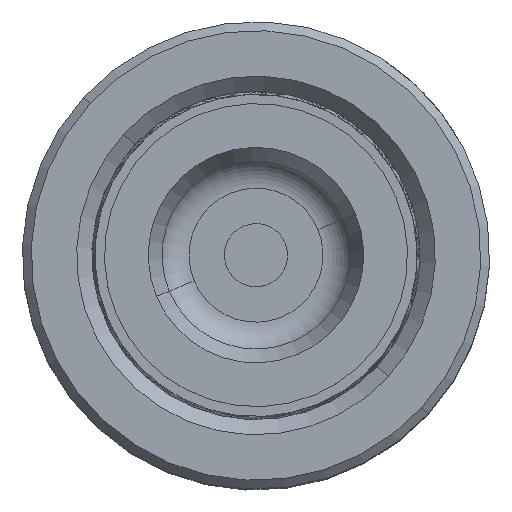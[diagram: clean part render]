
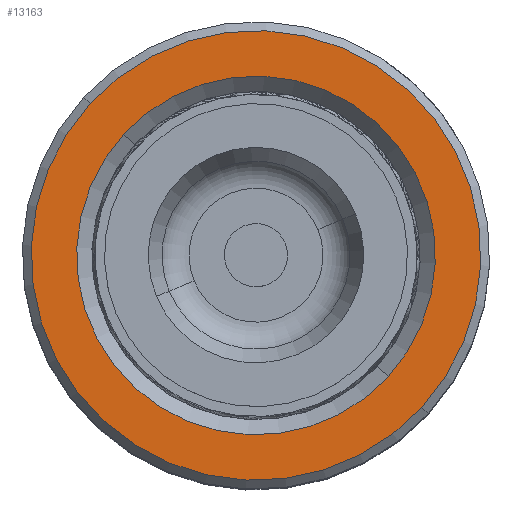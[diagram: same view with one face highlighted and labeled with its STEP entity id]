
A CAD part, top view. The second image highlights one B-rep face of the part: STEP entity #13163.
In plain terms, the highlighted planar face has unit normal (0, 0, 1).
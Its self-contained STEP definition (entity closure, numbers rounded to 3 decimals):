
#86 = ORIENTED_EDGE ( 'NONE', *, *, #12070, .T. ) ;
#94 = FACE_BOUND ( 'NONE', #23780, .T. ) ;
#571 = DIRECTION ( 'NONE',  ( 0., 0., 1. ) ) ;
#734 = VERTEX_POINT ( 'NONE', #7945 ) ;
#2610 = CARTESIAN_POINT ( 'NONE',  ( 17.8, 0., 50. ) ) ;
#4227 = CIRCLE ( 'NONE', #22361, 14.2 ) ;
#4916 = AXIS2_PLACEMENT_3D ( 'NONE', #18729, #21843, #9666 ) ;
#5585 = DIRECTION ( 'NONE',  ( 1., 0., 0. ) ) ;
#6112 = ORIENTED_EDGE ( 'NONE', *, *, #36377, .T. ) ;
#7518 = AXIS2_PLACEMENT_3D ( 'NONE', #18534, #571, #37136 ) ;
#7685 = VERTEX_POINT ( 'NONE', #29084 ) ;
#7915 = DIRECTION ( 'NONE',  ( 1., 0., 0. ) ) ;
#7945 = CARTESIAN_POINT ( 'NONE',  ( -14.2, 0., 50. ) ) ;
#9370 = AXIS2_PLACEMENT_3D ( 'NONE', #38554, #23066, #7915 ) ;
#9666 = DIRECTION ( 'NONE',  ( 1., 0., 0. ) ) ;
#10549 = CIRCLE ( 'NONE', #9370, 17.8 ) ;
#11255 = VERTEX_POINT ( 'NONE', #34797 ) ;
#12070 = EDGE_CURVE ( 'NONE', #37934, #11255, #17546, .T. ) ;
#13163 = ADVANCED_FACE ( 'NONE', ( #36813, #94 ), #34110, .T. ) ;
#17546 = CIRCLE ( 'NONE', #7518, 17.8 ) ;
#17625 = CARTESIAN_POINT ( 'NONE',  ( 0., 0., 50. ) ) ;
#18103 = AXIS2_PLACEMENT_3D ( 'NONE', #17625, #36110, #5585 ) ;
#18534 = CARTESIAN_POINT ( 'NONE',  ( 0., 0., 50. ) ) ;
#18729 = CARTESIAN_POINT ( 'NONE',  ( 0., 0., 50. ) ) ;
#19447 = EDGE_CURVE ( 'NONE', #7685, #734, #4227, .T. ) ;
#21843 = DIRECTION ( 'NONE',  ( 0., 0., 1. ) ) ;
#22361 = AXIS2_PLACEMENT_3D ( 'NONE', #24856, #27965, #31048 ) ;
#23066 = DIRECTION ( 'NONE',  ( 0., 0., 1. ) ) ;
#23780 = EDGE_LOOP ( 'NONE', ( #30725, #36068 ) ) ;
#24856 = CARTESIAN_POINT ( 'NONE',  ( 0., 0., 50. ) ) ;
#27965 = DIRECTION ( 'NONE',  ( 0., 0., -1. ) ) ;
#29084 = CARTESIAN_POINT ( 'NONE',  ( 14.2, 0., 50. ) ) ;
#30725 = ORIENTED_EDGE ( 'NONE', *, *, #19447, .T. ) ;
#31048 = DIRECTION ( 'NONE',  ( 1., 0., 0. ) ) ;
#31776 = EDGE_CURVE ( 'NONE', #734, #7685, #39173, .T. ) ;
#34110 = PLANE ( 'NONE',  #4916 ) ;
#34797 = CARTESIAN_POINT ( 'NONE',  ( -17.8, 0., 50. ) ) ;
#36068 = ORIENTED_EDGE ( 'NONE', *, *, #31776, .T. ) ;
#36110 = DIRECTION ( 'NONE',  ( 0., 0., -1. ) ) ;
#36377 = EDGE_CURVE ( 'NONE', #11255, #37934, #10549, .T. ) ;
#36813 = FACE_OUTER_BOUND ( 'NONE', #38504, .T. ) ;
#37136 = DIRECTION ( 'NONE',  ( 1., 0., 0. ) ) ;
#37934 = VERTEX_POINT ( 'NONE', #2610 ) ;
#38504 = EDGE_LOOP ( 'NONE', ( #6112, #86 ) ) ;
#38554 = CARTESIAN_POINT ( 'NONE',  ( 0., 0., 50. ) ) ;
#39173 = CIRCLE ( 'NONE', #18103, 14.2 ) ;
